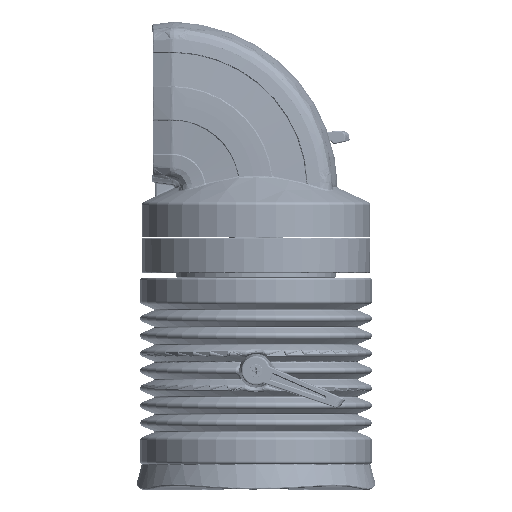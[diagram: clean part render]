
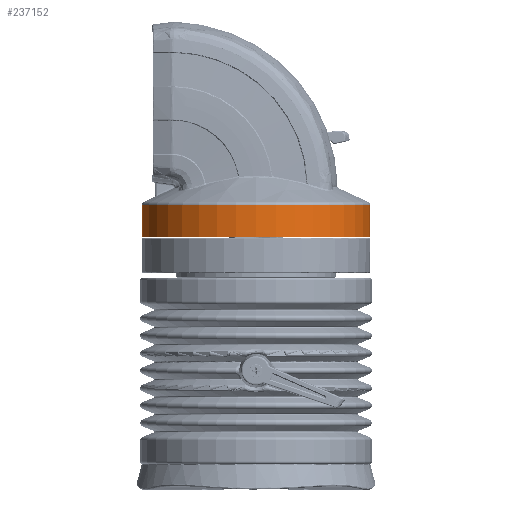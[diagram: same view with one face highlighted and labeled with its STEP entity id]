
A CAD part, front view. The second image highlights one B-rep face of the part: STEP entity #237152.
In plain terms, the highlighted cylindrical face has radius 65.675 mm (diameter 131.35 mm), a partial arc.
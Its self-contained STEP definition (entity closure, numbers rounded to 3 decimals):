
#2693 = CARTESIAN_POINT ( 'NONE',  ( 3.148, -19.395, 123.155 ) ) ;
#10139 = LINE ( 'NONE', #131085, #69775 ) ;
#26990 = CARTESIAN_POINT ( 'NONE',  ( -62.527, -19.395, 104.637 ) ) ;
#32187 = DIRECTION ( 'NONE',  ( -1., 0., 0. ) ) ;
#44264 = CARTESIAN_POINT ( 'NONE',  ( 3.148, -19.395, 104.637 ) ) ;
#49205 = EDGE_CURVE ( 'NONE', #374910, #373991, #150792, .T. ) ;
#49837 = CARTESIAN_POINT ( 'NONE',  ( 68.823, -19.395, 104.637 ) ) ;
#69775 = VECTOR ( 'NONE', #109251, 1000. ) ;
#73112 = VERTEX_POINT ( 'NONE', #26990 ) ;
#90564 = EDGE_CURVE ( 'NONE', #73112, #246222, #178818, .T. ) ;
#109251 = DIRECTION ( 'NONE',  ( 0., 0., 1. ) ) ;
#110238 = ORIENTED_EDGE ( 'NONE', *, *, #49205, .T. ) ;
#131085 = CARTESIAN_POINT ( 'NONE',  ( 68.823, -19.395, 94.637 ) ) ;
#133775 = DIRECTION ( 'NONE',  ( 0., 0., 1. ) ) ;
#149615 = CARTESIAN_POINT ( 'NONE',  ( -62.527, -19.395, 94.637 ) ) ;
#150792 = CIRCLE ( 'NONE', #350399, 65.675 ) ;
#178818 = CIRCLE ( 'NONE', #326105, 65.675 ) ;
#180038 = ORIENTED_EDGE ( 'NONE', *, *, #201505, .T. ) ;
#190103 = CARTESIAN_POINT ( 'NONE',  ( 3.148, -19.395, 94.637 ) ) ;
#201505 = EDGE_CURVE ( 'NONE', #246222, #374910, #10139, .T. ) ;
#207403 = DIRECTION ( 'NONE',  ( 0., 0., -1. ) ) ;
#214142 = ORIENTED_EDGE ( 'NONE', *, *, #90564, .T. ) ;
#214588 = EDGE_LOOP ( 'NONE', ( #234678, #214142, #180038, #110238 ) ) ;
#216514 = LINE ( 'NONE', #149615, #285192 ) ;
#233991 = DIRECTION ( 'NONE',  ( 0., 0., 1. ) ) ;
#234678 = ORIENTED_EDGE ( 'NONE', *, *, #286451, .F. ) ;
#237152 = ADVANCED_FACE ( 'NONE', ( #258745 ), #309184, .T. ) ;
#246222 = VERTEX_POINT ( 'NONE', #49837 ) ;
#258745 = FACE_OUTER_BOUND ( 'NONE', #214588, .T. ) ;
#261543 = CARTESIAN_POINT ( 'NONE',  ( -62.527, -19.395, 123.155 ) ) ;
#277087 = DIRECTION ( 'NONE',  ( 0., 0., 1. ) ) ;
#278260 = AXIS2_PLACEMENT_3D ( 'NONE', #190103, #277087, #310337 ) ;
#285192 = VECTOR ( 'NONE', #233991, 1000. ) ;
#286451 = EDGE_CURVE ( 'NONE', #73112, #373991, #216514, .T. ) ;
#309184 = CYLINDRICAL_SURFACE ( 'NONE', #278260, 65.675 ) ;
#310337 = DIRECTION ( 'NONE',  ( 1., 0., 0. ) ) ;
#326105 = AXIS2_PLACEMENT_3D ( 'NONE', #44264, #133775, #334650 ) ;
#331859 = CARTESIAN_POINT ( 'NONE',  ( 68.823, -19.395, 123.155 ) ) ;
#334650 = DIRECTION ( 'NONE',  ( 1., 0., 0. ) ) ;
#350399 = AXIS2_PLACEMENT_3D ( 'NONE', #2693, #207403, #32187 ) ;
#373991 = VERTEX_POINT ( 'NONE', #261543 ) ;
#374910 = VERTEX_POINT ( 'NONE', #331859 ) ;
